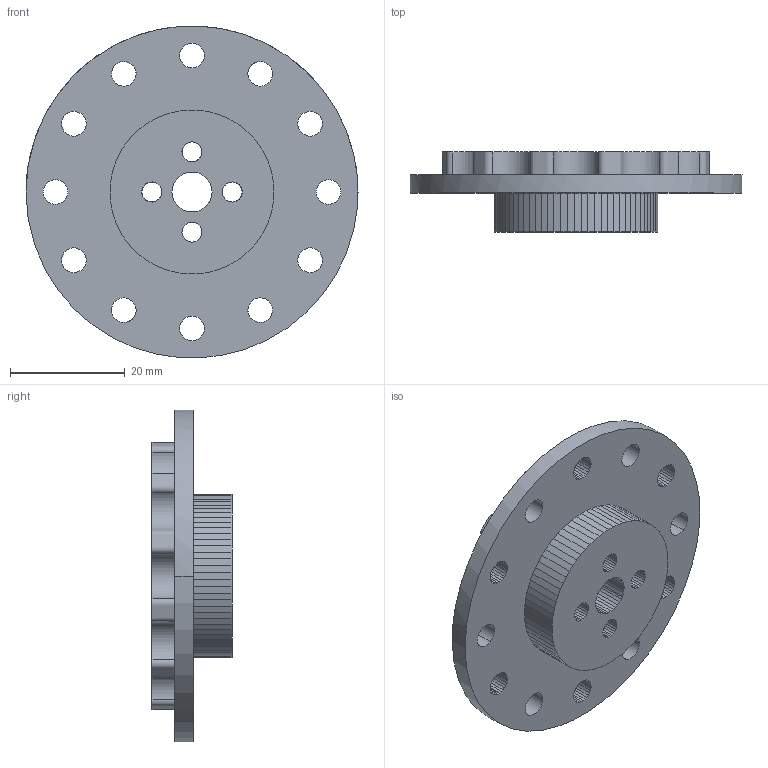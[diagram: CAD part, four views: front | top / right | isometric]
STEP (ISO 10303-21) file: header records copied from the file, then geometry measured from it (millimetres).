
FILE_DESCRIPTION(/* description */ (''),/* implementation_level */ '2;1');
FILE_NAME(/* name */ 'OBF5D9~1',/* time_stamp */ '2025-11-24T23:43:07+08:00',/* author */ (''),/* organization */ (''),/* preprocessor_version */ 'ST-DEVELOPER v16.5',/* originating_system */ '',/* authorisation */ '');
FILE_SCHEMA (('CONFIG_CONTROL_DESIGN'));
Length unit declared in the file: millimetre
Products named in the file (1): Document
Bounding box: 57.93 x 13.96 x 57.85 mm (x, y, z)
Volume: 16999.5 mm3; surface area: 8155 mm2
Topology: 1 solids, 1 shells, 611 faces, 1660 edges, 1058 vertices
Faces by surface type: plane 563, cylinder 36, bspline 12
Entity records: 17788 total; most frequent: CARTESIAN_POINT 6430, ORIENTED_EDGE 3320, EDGE_CURVE 1660, B_SPLINE_CURVE_WITH_KNOTS 1516, VERTEX_POINT 1058, EDGE_LOOP 652, ADVANCED_FACE 611, FACE_OUTER_BOUND 611
